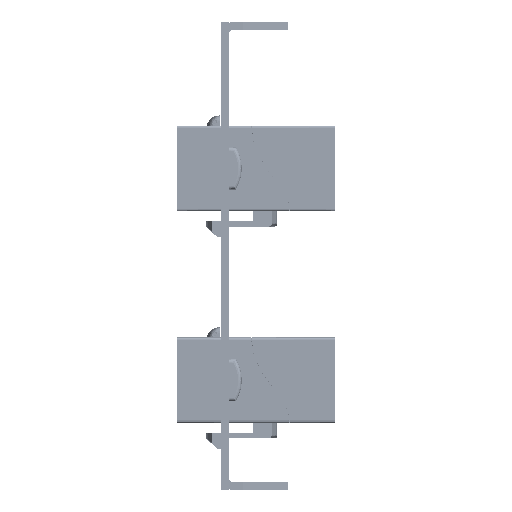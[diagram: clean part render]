
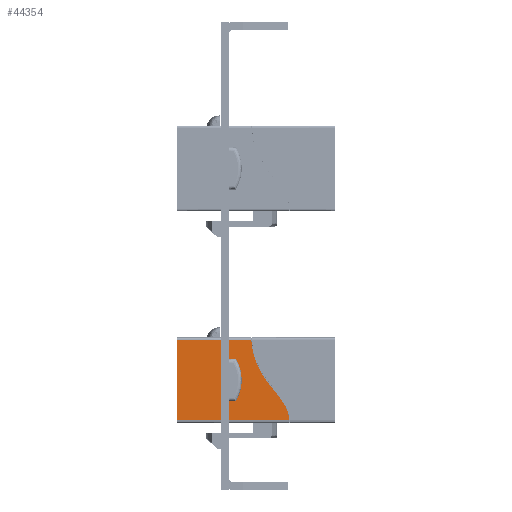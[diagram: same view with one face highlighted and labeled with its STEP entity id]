
A CAD part, left-side view. The second image highlights one B-rep face of the part: STEP entity #44354.
In plain terms, the highlighted face is planar.
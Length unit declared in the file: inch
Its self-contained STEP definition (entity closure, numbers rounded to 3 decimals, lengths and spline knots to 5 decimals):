
#34258 = B_SPLINE_CURVE_WITH_KNOTS ( 'NONE', 3,
 ( #40944, #40872, #40962, #40964, #40966, #40968 ),
 .UNSPECIFIED., .F., .F.,
 ( 4, 1, 1, 4 ),
 ( 0.0286, 0.34844, 0.61542, 0.97238 ),
 .UNSPECIFIED. ) ;
#38467 = LINE ( 'NONE', #40913, #38492 ) ;
#38479 = LINE ( 'NONE', #40942, #38488 ) ;
#38488 = VECTOR ( 'NONE', #40946, 39.37008 ) ;
#38490 = LINE ( 'NONE', #40952, #38496 ) ;
#38492 = VECTOR ( 'NONE', #40948, 39.37008 ) ;
#38495 = LINE ( 'NONE', #40960, #38503 ) ;
#38496 = VECTOR ( 'NONE', #40955, 39.37008 ) ;
#38498 = CIRCLE ( 'NONE', #66120, 0.30798 ) ;
#38501 = LINE ( 'NONE', #40983, #38507 ) ;
#38503 = VECTOR ( 'NONE', #40958, 39.37008 ) ;
#38505 = LINE ( 'NONE', #40988, #38511 ) ;
#38507 = VECTOR ( 'NONE', #40986, 39.37008 ) ;
#38511 = VECTOR ( 'NONE', #40991, 39.37008 ) ;
#40872 = CARTESIAN_POINT ( 'NONE',  ( 0.28937, 0.03102, -0.22352 ) ) ;
#40913 = CARTESIAN_POINT ( 'NONE',  ( 0.28937, 0.58661, -0.3189 ) ) ;
#40942 = CARTESIAN_POINT ( 'NONE',  ( 0.28937, 0.58661, 0.29921 ) ) ;
#40944 = CARTESIAN_POINT ( 'NONE',  ( 0.28937, 0.0358, -0.29921 ) ) ;
#40946 = DIRECTION ( 'NONE',  ( 0., -1., 0. ) ) ;
#40948 = DIRECTION ( 'NONE',  ( 0., 0., -1. ) ) ;
#40952 = CARTESIAN_POINT ( 'NONE',  ( 0.28937, 0.58661, -0.29921 ) ) ;
#40955 = DIRECTION ( 'NONE',  ( 0., 1., 0. ) ) ;
#40958 = DIRECTION ( 'NONE',  ( 0., 1., 0. ) ) ;
#40960 = CARTESIAN_POINT ( 'NONE',  ( 0.28937, 0.20079, -0.15748 ) ) ;
#40962 = CARTESIAN_POINT ( 'NONE',  ( 0.28937, -0.00852, -0.08405 ) ) ;
#40964 = CARTESIAN_POINT ( 'NONE',  ( 0.28937, -0.14423, 0.09112 ) ) ;
#40966 = CARTESIAN_POINT ( 'NONE',  ( 0.28937, -0.24898, 0.21311 ) ) ;
#40968 = CARTESIAN_POINT ( 'NONE',  ( 0.28937, -0.24629, 0.29921 ) ) ;
#40976 = CARTESIAN_POINT ( 'NONE',  ( 0.28937, 0.41428, 0. ) ) ;
#40978 = DIRECTION ( 'NONE',  ( 1., 0., 0. ) ) ;
#40980 = DIRECTION ( 'NONE',  ( 0., 0., -1. ) ) ;
#40983 = CARTESIAN_POINT ( 'NONE',  ( 0.28937, 0.20079, 0.15748 ) ) ;
#40986 = DIRECTION ( 'NONE',  ( 0., 0., 1. ) ) ;
#40988 = CARTESIAN_POINT ( 'NONE',  ( 0.28937, 0.20079, 0.15748 ) ) ;
#40991 = DIRECTION ( 'NONE',  ( 0., -1., 0. ) ) ;
#41131 = CARTESIAN_POINT ( 'NONE',  ( 0.28937, -0.24629, 0.29921 ) ) ;
#41134 = CARTESIAN_POINT ( 'NONE',  ( 0.28937, 0.20079, -0.15748 ) ) ;
#41146 = CARTESIAN_POINT ( 'NONE',  ( 0.28937, 0.20079, 0.15748 ) ) ;
#41153 = CARTESIAN_POINT ( 'NONE',  ( 0.28937, 0.0358, -0.29921 ) ) ;
#41155 = CARTESIAN_POINT ( 'NONE',  ( 0.28937, 0.58661, 0.29921 ) ) ;
#41167 = CARTESIAN_POINT ( 'NONE',  ( 0.28937, 0.58661, -0.29921 ) ) ;
#41168 = CARTESIAN_POINT ( 'NONE',  ( 0.28937, 0.14961, 0.15748 ) ) ;
#41172 = CARTESIAN_POINT ( 'NONE',  ( 0.28937, 0.14961, -0.15748 ) ) ;
#44354 = ADVANCED_FACE ( 'NONE', ( #55137, #55141 ), #59472, .F. ) ;
#55137 = FACE_BOUND ( 'NONE', #62280, .T. ) ;
#55141 = FACE_OUTER_BOUND ( 'NONE', #62293, .T. ) ;
#59465 = DIRECTION ( 'NONE',  ( -1., 0., 0. ) ) ;
#59470 = CARTESIAN_POINT ( 'NONE',  ( 0.28937, 0.58661, -0.3189 ) ) ;
#59472 = PLANE ( 'NONE',  #64655 ) ;
#59476 = DIRECTION ( 'NONE',  ( 0., 0., 1. ) ) ;
#60731 = EDGE_CURVE ( 'NONE', #64532, #64508, #38479, .T. ) ;
#60735 = EDGE_CURVE ( 'NONE', #64532, #64544, #38467, .T. ) ;
#60737 = EDGE_CURVE ( 'NONE', #64530, #64544, #38490, .T. ) ;
#60741 = EDGE_CURVE ( 'NONE', #64530, #64508, #34258, .T. ) ;
#60745 = EDGE_CURVE ( 'NONE', #64545, #64549, #38498, .T. ) ;
#60748 = EDGE_CURVE ( 'NONE', #64549, #64511, #38495, .T. ) ;
#60752 = EDGE_CURVE ( 'NONE', #64511, #64523, #38501, .T. ) ;
#60756 = EDGE_CURVE ( 'NONE', #64523, #64545, #38505, .T. ) ;
#62280 = EDGE_LOOP ( 'NONE', ( #67222, #67221, #67220, #67218 ) ) ;
#62293 = EDGE_LOOP ( 'NONE', ( #67217, #67216, #67215, #67214 ) ) ;
#64508 = VERTEX_POINT ( 'NONE', #41131 ) ;
#64511 = VERTEX_POINT ( 'NONE', #41134 ) ;
#64523 = VERTEX_POINT ( 'NONE', #41146 ) ;
#64530 = VERTEX_POINT ( 'NONE', #41153 ) ;
#64532 = VERTEX_POINT ( 'NONE', #41155 ) ;
#64544 = VERTEX_POINT ( 'NONE', #41167 ) ;
#64545 = VERTEX_POINT ( 'NONE', #41168 ) ;
#64549 = VERTEX_POINT ( 'NONE', #41172 ) ;
#64655 = AXIS2_PLACEMENT_3D ( 'NONE', #59470, #59465, #59476 ) ;
#66120 = AXIS2_PLACEMENT_3D ( 'NONE', #40976, #40978, #40980 ) ;
#67214 = ORIENTED_EDGE ( 'NONE', *, *, #60731, .T. ) ;
#67215 = ORIENTED_EDGE ( 'NONE', *, *, #60735, .F. ) ;
#67216 = ORIENTED_EDGE ( 'NONE', *, *, #60737, .T. ) ;
#67217 = ORIENTED_EDGE ( 'NONE', *, *, #60741, .F. ) ;
#67218 = ORIENTED_EDGE ( 'NONE', *, *, #60745, .F. ) ;
#67220 = ORIENTED_EDGE ( 'NONE', *, *, #60748, .F. ) ;
#67221 = ORIENTED_EDGE ( 'NONE', *, *, #60752, .F. ) ;
#67222 = ORIENTED_EDGE ( 'NONE', *, *, #60756, .F. ) ;
